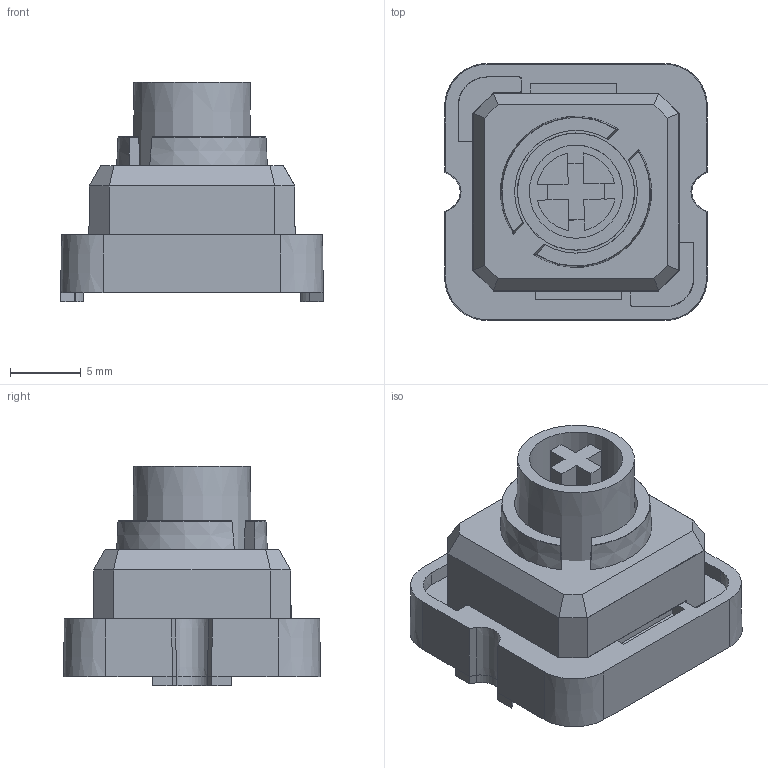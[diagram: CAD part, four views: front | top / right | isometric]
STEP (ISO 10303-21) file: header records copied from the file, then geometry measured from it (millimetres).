
FILE_DESCRIPTION(/* description */ (''),/* implementation_level */ '2;1');
FILE_NAME(/* name */ 'Topre_OEM_1U.step',/* time_stamp */ '2023-01-01T19:15:26+01:00',/* author */ (''),/* organization */ (''),/* preprocessor_version */ 'ST-DEVELOPER v19.2',/* originating_system */ 'Autodesk Translation Framework v11.17.0.187',/* authorisation */ '');
FILE_SCHEMA (('AUTOMOTIVE_DESIGN { 1 0 10303 214 3 1 1 }'));
Length unit declared in the file: millimetre
Products named in the file (3): Topre_OEM_1U; 1U Housing KLC; 1U Stem KLC
Assembly tree (2 placements, depth 2):
  Topre_OEM_1U
    1U Housing KLC
    1U Stem KLC
Bounding box: 18.6 x 18.2 x 15.55 mm (x, y, z)
Volume: 2690.5 mm3; surface area: 2585.7 mm2
Topology: 2 solids, 4 shells, 287 faces, 724 edges, 450 vertices
Faces by surface type: plane 205, cylinder 46, cone 31, bspline 5
Full cylindrical faces by diameter (mm): 6.6 x1
Entity records: 8566 total; most frequent: CARTESIAN_POINT 1539, ORIENTED_EDGE 1448, DIRECTION 1438, EDGE_CURVE 724, LINE 566, VECTOR 566, VERTEX_POINT 450, AXIS2_PLACEMENT_3D 436
